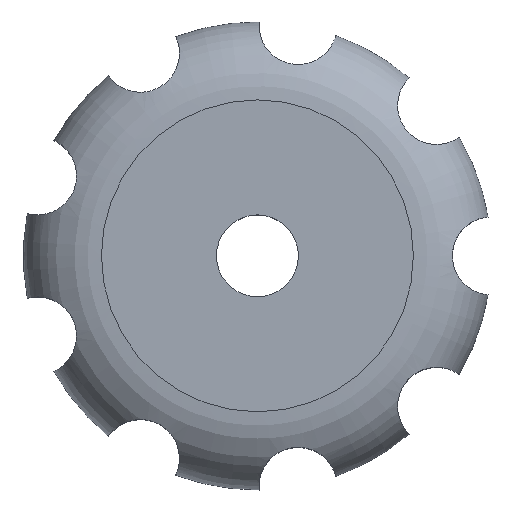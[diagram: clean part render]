
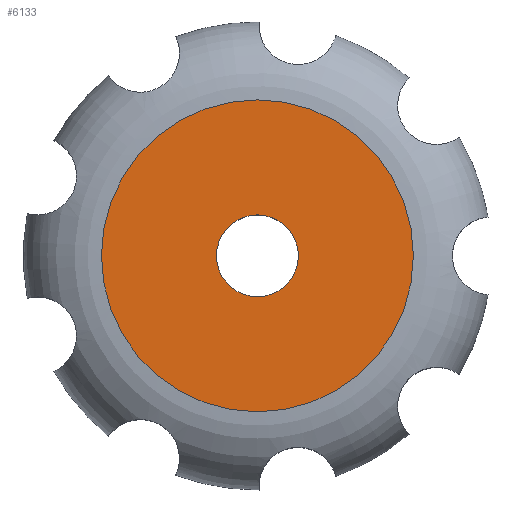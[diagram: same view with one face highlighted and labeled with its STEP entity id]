
A CAD part, top view. The second image highlights one B-rep face of the part: STEP entity #6133.
In plain terms, the highlighted planar face has unit normal (0, 0, 1).
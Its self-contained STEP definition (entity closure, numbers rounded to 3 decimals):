
#100 = TOROIDAL_SURFACE('',#101,8.,4.);
#101 = AXIS2_PLACEMENT_3D('',#102,#103,#104);
#102 = CARTESIAN_POINT('',(0.,0.,5.));
#103 = DIRECTION('',(0.,0.,1.));
#104 = DIRECTION('',(1.,0.,0.));
#3315 = VERTEX_POINT('',#3316);
#3316 = CARTESIAN_POINT('',(8.,0.,9.));
#3336 = EDGE_CURVE('',#3315,#3315,#3337,.T.);
#3337 = SURFACE_CURVE('',#3338,(#3343,#3350),.PCURVE_S1.);
#3338 = CIRCLE('',#3339,8.);
#3339 = AXIS2_PLACEMENT_3D('',#3340,#3341,#3342);
#3340 = CARTESIAN_POINT('',(0.,0.,9.));
#3341 = DIRECTION('',(0.,0.,1.));
#3342 = DIRECTION('',(1.,0.,0.));
#3343 = PCURVE('',#100,#3344);
#3344 = DEFINITIONAL_REPRESENTATION('',(#3345),#3349);
#3345 = LINE('',#3346,#3347);
#3346 = CARTESIAN_POINT('',(0.,1.571));
#3347 = VECTOR('',#3348,1.);
#3348 = DIRECTION('',(1.,0.));
#3349 = ( GEOMETRIC_REPRESENTATION_CONTEXT(2) 
PARAMETRIC_REPRESENTATION_CONTEXT() REPRESENTATION_CONTEXT('2D SPACE',''
  ) );
#3350 = PCURVE('',#3351,#3356);
#3351 = PLANE('',#3352);
#3352 = AXIS2_PLACEMENT_3D('',#3353,#3354,#3355);
#3353 = CARTESIAN_POINT('',(0.,0.,9.));
#3354 = DIRECTION('',(0.,0.,1.));
#3355 = DIRECTION('',(1.,0.,0.));
#3356 = DEFINITIONAL_REPRESENTATION('',(#3357),#3361);
#3357 = CIRCLE('',#3358,8.);
#3358 = AXIS2_PLACEMENT_2D('',#3359,#3360);
#3359 = CARTESIAN_POINT('',(0.,0.));
#3360 = DIRECTION('',(1.,0.));
#3361 = ( GEOMETRIC_REPRESENTATION_CONTEXT(2) 
PARAMETRIC_REPRESENTATION_CONTEXT() REPRESENTATION_CONTEXT('2D SPACE',''
  ) );
#6133 = ADVANCED_FACE('',(#6134,#6137),#3351,.T.);
#6134 = FACE_BOUND('',#6135,.T.);
#6135 = EDGE_LOOP('',(#6136));
#6136 = ORIENTED_EDGE('',*,*,#3336,.T.);
#6137 = FACE_BOUND('',#6138,.T.);
#6138 = EDGE_LOOP('',(#6139));
#6139 = ORIENTED_EDGE('',*,*,#6140,.F.);
#6140 = EDGE_CURVE('',#6141,#6141,#6143,.T.);
#6141 = VERTEX_POINT('',#6142);
#6142 = CARTESIAN_POINT('',(2.1,0.,9.));
#6143 = SURFACE_CURVE('',#6144,(#6149,#6156),.PCURVE_S1.);
#6144 = CIRCLE('',#6145,2.1);
#6145 = AXIS2_PLACEMENT_3D('',#6146,#6147,#6148);
#6146 = CARTESIAN_POINT('',(0.,0.,9.));
#6147 = DIRECTION('',(0.,0.,1.));
#6148 = DIRECTION('',(1.,0.,-0.));
#6149 = PCURVE('',#3351,#6150);
#6150 = DEFINITIONAL_REPRESENTATION('',(#6151),#6155);
#6151 = CIRCLE('',#6152,2.1);
#6152 = AXIS2_PLACEMENT_2D('',#6153,#6154);
#6153 = CARTESIAN_POINT('',(0.,0.));
#6154 = DIRECTION('',(1.,0.));
#6155 = ( GEOMETRIC_REPRESENTATION_CONTEXT(2) 
PARAMETRIC_REPRESENTATION_CONTEXT() REPRESENTATION_CONTEXT('2D SPACE',''
  ) );
#6156 = PCURVE('',#6157,#6162);
#6157 = CYLINDRICAL_SURFACE('',#6158,2.1);
#6158 = AXIS2_PLACEMENT_3D('',#6159,#6160,#6161);
#6159 = CARTESIAN_POINT('',(0.,0.,-1.));
#6160 = DIRECTION('',(0.,0.,1.));
#6161 = DIRECTION('',(1.,0.,0.));
#6162 = DEFINITIONAL_REPRESENTATION('',(#6163),#6167);
#6163 = LINE('',#6164,#6165);
#6164 = CARTESIAN_POINT('',(0.,10.));
#6165 = VECTOR('',#6166,1.);
#6166 = DIRECTION('',(1.,0.));
#6167 = ( GEOMETRIC_REPRESENTATION_CONTEXT(2) 
PARAMETRIC_REPRESENTATION_CONTEXT() REPRESENTATION_CONTEXT('2D SPACE',''
  ) );
